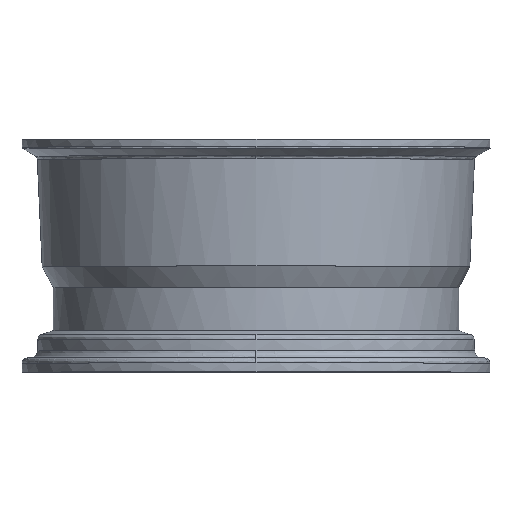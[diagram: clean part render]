
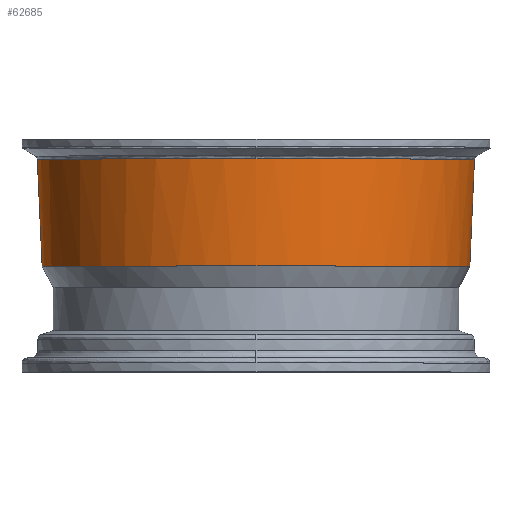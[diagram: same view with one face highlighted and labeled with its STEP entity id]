
A CAD part, top view. The second image highlights one B-rep face of the part: STEP entity #62685.
In plain terms, the highlighted free-form (B-spline) face has degree [2, 1] with [7, 2] control points.
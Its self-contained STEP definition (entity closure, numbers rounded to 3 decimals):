
#62685 = ADVANCED_FACE('',(#62686),#62726,.T.);
#62686 = FACE_BOUND('',#62687,.T.);
#62687 = EDGE_LOOP('',(#62688,#62702,#62709,#62721));
#62688 = ORIENTED_EDGE('',*,*,#62689,.T.);
#62689 = EDGE_CURVE('',#62690,#62692,#62694,.T.);
#62690 = VERTEX_POINT('',#62691);
#62691 = CARTESIAN_POINT('',(0.,31.397,
    63.404));
#62692 = VERTEX_POINT('',#62693);
#62693 = CARTESIAN_POINT('',(0.,31.397,
    63.404));
#62694 = ( BOUNDED_CURVE() B_SPLINE_CURVE(2,(#62695,#62696,#62697,#62698
    ,#62699,#62700,#62701),.UNSPECIFIED.,.T.,.F.) 
B_SPLINE_CURVE_WITH_KNOTS((1,2,2,2,2,1),(-2.094,0.,
    2.094,4.189,6.283,8.378),
.UNSPECIFIED.) CURVE() GEOMETRIC_REPRESENTATION_ITEM() 
RATIONAL_B_SPLINE_CURVE((1.,0.5,1.,0.5,1.,0.5,1.)) REPRESENTATION_ITEM(
  '') );
#62695 = CARTESIAN_POINT('',(0.,31.397,
    63.404));
#62696 = CARTESIAN_POINT('',(109.82,31.397,
    63.404));
#62697 = CARTESIAN_POINT('',(54.91,31.397,
    -31.702));
#62698 = CARTESIAN_POINT('',(0.,31.397,
    -126.809));
#62699 = CARTESIAN_POINT('',(-54.91,31.397,
    -31.702));
#62700 = CARTESIAN_POINT('',(-109.82,31.397,
    63.404));
#62701 = CARTESIAN_POINT('',(0.,31.397,
    63.404));
#62702 = ORIENTED_EDGE('',*,*,#62703,.T.);
#62703 = EDGE_CURVE('',#62692,#62704,#62706,.T.);
#62704 = VERTEX_POINT('',#62705);
#62705 = CARTESIAN_POINT('',(0.,63.148,
    64.882));
#62706 = B_SPLINE_CURVE_WITH_KNOTS('',1,(#62707,#62708),.UNSPECIFIED.,
  .F.,.F.,(2,2),(0.,29.974),.PIECEWISE_BEZIER_KNOTS.);
#62707 = CARTESIAN_POINT('',(0.,31.397,
    63.404));
#62708 = CARTESIAN_POINT('',(0.,63.148,
    64.882));
#62709 = ORIENTED_EDGE('',*,*,#62710,.T.);
#62710 = EDGE_CURVE('',#62704,#62711,#62713,.T.);
#62711 = VERTEX_POINT('',#62712);
#62712 = CARTESIAN_POINT('',(0.,63.148,
    64.882));
#62713 = ( BOUNDED_CURVE() B_SPLINE_CURVE(2,(#62714,#62715,#62716,#62717
    ,#62718,#62719,#62720),.UNSPECIFIED.,.T.,.F.) 
B_SPLINE_CURVE_WITH_KNOTS((1,2,2,2,2,1),(-2.094,0.,
    2.094,4.189,6.283,8.378),
.UNSPECIFIED.) CURVE() GEOMETRIC_REPRESENTATION_ITEM() 
RATIONAL_B_SPLINE_CURVE((1.,0.5,1.,0.5,1.,0.5,1.)) REPRESENTATION_ITEM(
  '') );
#62714 = CARTESIAN_POINT('',(0.,63.148,
    64.882));
#62715 = CARTESIAN_POINT('',(-112.379,63.148,
    64.882));
#62716 = CARTESIAN_POINT('',(-56.19,63.148,
    -32.441));
#62717 = CARTESIAN_POINT('',(0.,63.148,
    -129.764));
#62718 = CARTESIAN_POINT('',(56.19,63.148,
    -32.441));
#62719 = CARTESIAN_POINT('',(112.379,63.148,
    64.882));
#62720 = CARTESIAN_POINT('',(0.,63.148,
    64.882));
#62721 = ORIENTED_EDGE('',*,*,#62722,.T.);
#62722 = EDGE_CURVE('',#62711,#62690,#62723,.T.);
#62723 = B_SPLINE_CURVE_WITH_KNOTS('',1,(#62724,#62725),.UNSPECIFIED.,
  .F.,.F.,(2,2),(0.,29.974),.PIECEWISE_BEZIER_KNOTS.);
#62724 = CARTESIAN_POINT('',(0.,63.148,
    64.882));
#62725 = CARTESIAN_POINT('',(0.,31.397,
    63.404));
#62726 = ( BOUNDED_SURFACE() B_SPLINE_SURFACE(2,1,(
    (#62727,#62728)
    ,(#62729,#62730)
    ,(#62731,#62732)
    ,(#62733,#62734)
    ,(#62735,#62736)
    ,(#62737,#62738)
    ,(#62739,#62740
)),.UNSPECIFIED.,.T.,.F.,.F.) B_SPLINE_SURFACE_WITH_KNOTS((1,2,2,2,2,1),
  (2,2),(-2.094,0.,2.094,4.189,6.283,
    8.378),(0.,29.974),.UNSPECIFIED.) 
GEOMETRIC_REPRESENTATION_ITEM() RATIONAL_B_SPLINE_SURFACE((
    (1.,1.)
    ,(0.5,0.5)
    ,(1.,1.)
    ,(0.5,0.5)
    ,(1.,1.)
    ,(0.5,0.5)
,(1.,1.))) REPRESENTATION_ITEM('') SURFACE() );
#62727 = CARTESIAN_POINT('',(0.,31.397,
    63.404));
#62728 = CARTESIAN_POINT('',(0.,63.148,
    64.882));
#62729 = CARTESIAN_POINT('',(109.82,31.397,
    63.404));
#62730 = CARTESIAN_POINT('',(112.379,63.148,
    64.882));
#62731 = CARTESIAN_POINT('',(54.91,31.397,
    -31.702));
#62732 = CARTESIAN_POINT('',(56.19,63.148,
    -32.441));
#62733 = CARTESIAN_POINT('',(0.,31.397,
    -126.809));
#62734 = CARTESIAN_POINT('',(0.,63.148,
    -129.764));
#62735 = CARTESIAN_POINT('',(-54.91,31.397,
    -31.702));
#62736 = CARTESIAN_POINT('',(-56.19,63.148,
    -32.441));
#62737 = CARTESIAN_POINT('',(-109.82,31.397,
    63.404));
#62738 = CARTESIAN_POINT('',(-112.379,63.148,
    64.882));
#62739 = CARTESIAN_POINT('',(0.,31.397,
    63.404));
#62740 = CARTESIAN_POINT('',(0.,63.148,
    64.882));
